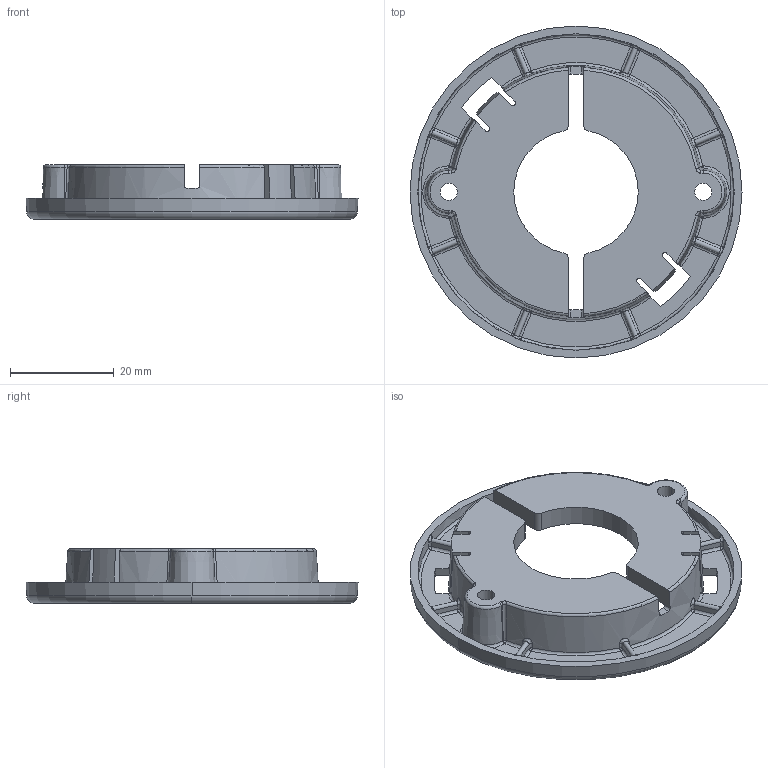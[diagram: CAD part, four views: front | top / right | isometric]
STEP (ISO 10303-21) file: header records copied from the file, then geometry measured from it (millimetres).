
FILE_DESCRIPTION((''),'2;1');
FILE_NAME('71370-39_054_323','2017-07-20T',('ralf becker'),('Auer Lighting GmbH'),'PRO/ENGINEER BY PARAMETRIC TECHNOLOGY CORPORATION, 2010330','PRO/ENGINEER BY PARAMETRIC TECHNOLOGY CORPORATION, 2010330','');
FILE_SCHEMA(('AUTOMOTIVE_DESIGN { 1 0 10303 214 1 1 1 1 }'));
Length unit declared in the file: millimetre
Products named in the file (1): 71370-39_054_323
Bounding box: 64 x 64 x 10.5 mm (x, y, z)
Volume: 9520.6 mm3; surface area: 9480.6 mm2
Topology: 1 solids, 1 shells, 468 faces, 1096 edges, 624 vertices
Faces by surface type: bspline 156, torus 78, cylinder 70, plane 66, sphere 56, cone 42
Entity records: 27655 total; most frequent: CARTESIAN_POINT 14501, ORIENTED_EDGE 2184, DIRECTION 1864, PRESENTATION_STYLE_ASSIGNMENT 1093, STYLED_ITEM 1093, CURVE_STYLE 1092, EDGE_CURVE 1092, AXIS2_PLACEMENT_3D 832
